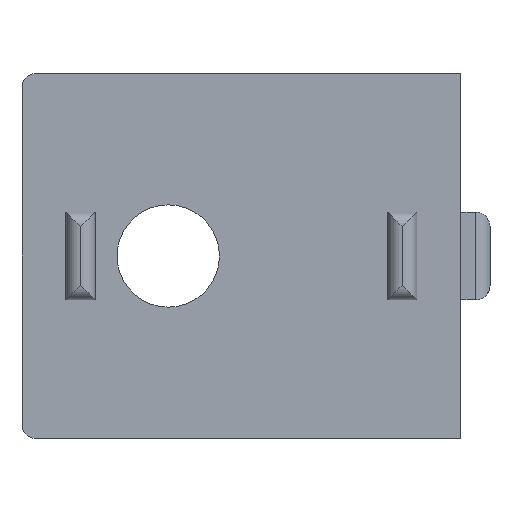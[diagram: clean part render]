
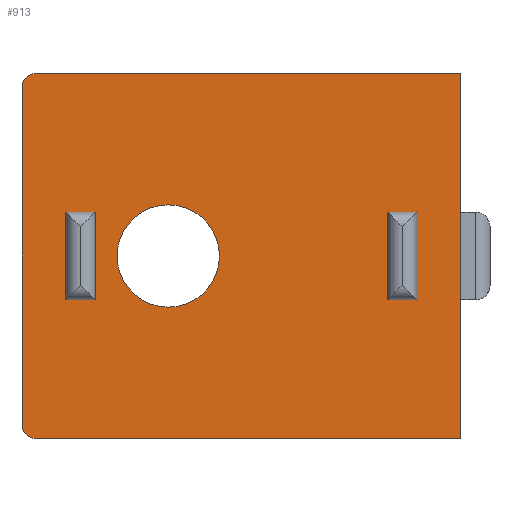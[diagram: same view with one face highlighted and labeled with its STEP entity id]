
A CAD part, left-side view. The second image highlights one B-rep face of the part: STEP entity #913.
In plain terms, the highlighted planar face has unit normal (-1, 0, 0).
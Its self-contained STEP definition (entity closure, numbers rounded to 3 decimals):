
#19=FACE_BOUND('',#181,.T.);
#20=FACE_BOUND('',#182,.T.);
#21=FACE_BOUND('',#183,.T.);
#71=PLANE('',#998);
#122=FACE_OUTER_BOUND('',#180,.T.);
#180=EDGE_LOOP('',(#766,#767,#768,#769,#770,#771));
#181=EDGE_LOOP('',(#772));
#182=EDGE_LOOP('',(#773,#774,#775,#776));
#183=EDGE_LOOP('',(#777,#778,#779,#780));
#215=LINE('',#1333,#309);
#218=LINE('',#1338,#312);
#226=LINE('',#1364,#320);
#229=LINE('',#1369,#323);
#257=LINE('',#1449,#351);
#258=LINE('',#1451,#352);
#260=LINE('',#1455,#354);
#261=LINE('',#1457,#355);
#275=LINE('',#1495,#369);
#279=LINE('',#1503,#373);
#280=LINE('',#1505,#374);
#281=LINE('',#1507,#375);
#309=VECTOR('',#1065,6.);
#312=VECTOR('',#1070,2.);
#320=VECTOR('',#1098,6.);
#323=VECTOR('',#1103,2.);
#351=VECTOR('',#1189,6.);
#352=VECTOR('',#1192,2.);
#354=VECTOR('',#1196,6.);
#355=VECTOR('',#1199,2.);
#369=VECTOR('',#1233,23.);
#373=VECTOR('',#1239,29.);
#374=VECTOR('',#1240,25.);
#375=VECTOR('',#1241,29.);
#393=CIRCLE('',#983,3.5);
#395=CIRCLE('',#994,1.);
#396=CIRCLE('',#999,1.);
#412=VERTEX_POINT('',#1330);
#413=VERTEX_POINT('',#1332);
#414=VERTEX_POINT('',#1336);
#421=VERTEX_POINT('',#1361);
#422=VERTEX_POINT('',#1363);
#423=VERTEX_POINT('',#1367);
#445=VERTEX_POINT('',#1444);
#446=VERTEX_POINT('',#1447);
#447=VERTEX_POINT('',#1453);
#454=VERTEX_POINT('',#1474);
#455=VERTEX_POINT('',#1475);
#461=VERTEX_POINT('',#1494);
#464=VERTEX_POINT('',#1502);
#465=VERTEX_POINT('',#1504);
#466=VERTEX_POINT('',#1506);
#495=EDGE_CURVE('',#413,#412,#215,.T.);
#498=EDGE_CURVE('',#412,#414,#218,.T.);
#510=EDGE_CURVE('',#422,#421,#226,.T.);
#513=EDGE_CURVE('',#421,#423,#229,.T.);
#549=EDGE_CURVE('',#445,#445,#393,.T.);
#551=EDGE_CURVE('',#423,#446,#257,.T.);
#552=EDGE_CURVE('',#446,#422,#258,.T.);
#554=EDGE_CURVE('',#414,#447,#260,.T.);
#555=EDGE_CURVE('',#447,#413,#261,.T.);
#563=EDGE_CURVE('',#454,#455,#395,.T.);
#573=EDGE_CURVE('',#455,#461,#275,.T.);
#577=EDGE_CURVE('',#454,#464,#279,.T.);
#578=EDGE_CURVE('',#464,#465,#280,.T.);
#579=EDGE_CURVE('',#465,#466,#281,.T.);
#580=EDGE_CURVE('',#461,#466,#396,.T.);
#766=ORIENTED_EDGE('',*,*,#563,.F.);
#767=ORIENTED_EDGE('',*,*,#577,.T.);
#768=ORIENTED_EDGE('',*,*,#578,.T.);
#769=ORIENTED_EDGE('',*,*,#579,.T.);
#770=ORIENTED_EDGE('',*,*,#580,.F.);
#771=ORIENTED_EDGE('',*,*,#573,.F.);
#772=ORIENTED_EDGE('',*,*,#549,.T.);
#773=ORIENTED_EDGE('',*,*,#551,.T.);
#774=ORIENTED_EDGE('',*,*,#552,.T.);
#775=ORIENTED_EDGE('',*,*,#510,.T.);
#776=ORIENTED_EDGE('',*,*,#513,.T.);
#777=ORIENTED_EDGE('',*,*,#554,.T.);
#778=ORIENTED_EDGE('',*,*,#555,.T.);
#779=ORIENTED_EDGE('',*,*,#495,.T.);
#780=ORIENTED_EDGE('',*,*,#498,.T.);
#913=ADVANCED_FACE('',(#122,#19,#20,#21),#71,.T.);
#983=AXIS2_PLACEMENT_3D('',#1445,#1184,#1185);
#994=AXIS2_PLACEMENT_3D('',#1476,#1216,#1217);
#998=AXIS2_PLACEMENT_3D('',#1501,#1237,#1238);
#999=AXIS2_PLACEMENT_3D('',#1508,#1242,#1243);
#1065=DIRECTION('',(0.,0.,-1.));
#1070=DIRECTION('',(0.,1.,0.));
#1098=DIRECTION('',(0.,0.,-1.));
#1103=DIRECTION('',(0.,1.,0.));
#1184=DIRECTION('center_axis',(1.,0.,0.));
#1185=DIRECTION('ref_axis',(0.,0.,-1.));
#1189=DIRECTION('',(0.,0.,1.));
#1192=DIRECTION('',(0.,-1.,0.));
#1196=DIRECTION('',(0.,0.,1.));
#1199=DIRECTION('',(0.,-1.,0.));
#1216=DIRECTION('center_axis',(1.,0.,0.));
#1217=DIRECTION('ref_axis',(0.,0.707,-0.707));
#1233=DIRECTION('',(0.,0.,1.));
#1237=DIRECTION('center_axis',(-1.,0.,0.));
#1238=DIRECTION('ref_axis',(0.,0.,1.));
#1239=DIRECTION('',(0.,-1.,0.));
#1240=DIRECTION('',(0.,0.,1.));
#1241=DIRECTION('',(0.,1.,0.));
#1242=DIRECTION('center_axis',(1.,0.,0.));
#1243=DIRECTION('ref_axis',(0.,0.707,0.707));
#1330=CARTESIAN_POINT('',(0.,3.,9.5));
#1332=CARTESIAN_POINT('',(0.,3.,15.5));
#1333=CARTESIAN_POINT('',(0.,3.,7.75));
#1336=CARTESIAN_POINT('',(0.,5.,9.5));
#1338=CARTESIAN_POINT('',(0.,1.5,9.5));
#1361=CARTESIAN_POINT('',(0.,25.,9.5));
#1363=CARTESIAN_POINT('',(0.,25.,15.5));
#1364=CARTESIAN_POINT('',(0.,25.,7.75));
#1367=CARTESIAN_POINT('',(0.,27.,9.5));
#1369=CARTESIAN_POINT('',(0.,12.5,9.5));
#1444=CARTESIAN_POINT('',(0.,20.,16.));
#1445=CARTESIAN_POINT('Origin',(0.,20.,12.5));
#1447=CARTESIAN_POINT('',(0.,27.,15.5));
#1449=CARTESIAN_POINT('',(0.,27.,4.75));
#1451=CARTESIAN_POINT('',(0.,13.5,15.5));
#1453=CARTESIAN_POINT('',(0.,5.,15.5));
#1455=CARTESIAN_POINT('',(0.,5.,4.75));
#1457=CARTESIAN_POINT('',(0.,2.5,15.5));
#1474=CARTESIAN_POINT('',(0.,29.,0.));
#1475=CARTESIAN_POINT('',(0.,30.,1.));
#1476=CARTESIAN_POINT('Origin',(0.,29.,1.));
#1494=CARTESIAN_POINT('',(0.,30.,24.));
#1495=CARTESIAN_POINT('',(0.,30.,0.));
#1501=CARTESIAN_POINT('Origin',(0.,0.,0.));
#1502=CARTESIAN_POINT('',(0.,0.,0.));
#1503=CARTESIAN_POINT('',(0.,30.,0.));
#1504=CARTESIAN_POINT('',(0.,0.,25.));
#1505=CARTESIAN_POINT('',(0.,0.,0.));
#1506=CARTESIAN_POINT('',(0.,29.,25.));
#1507=CARTESIAN_POINT('',(0.,30.,25.));
#1508=CARTESIAN_POINT('Origin',(0.,29.,24.));
